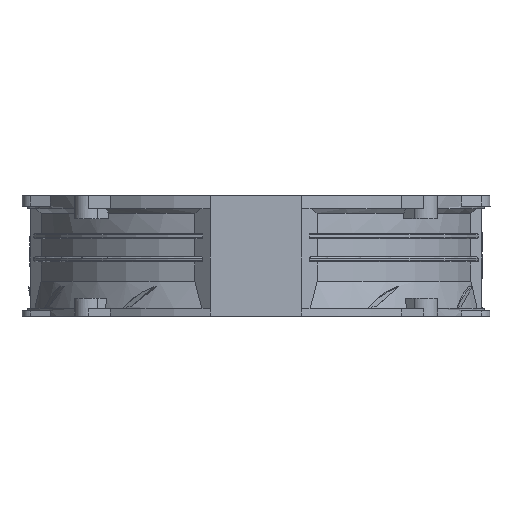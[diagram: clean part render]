
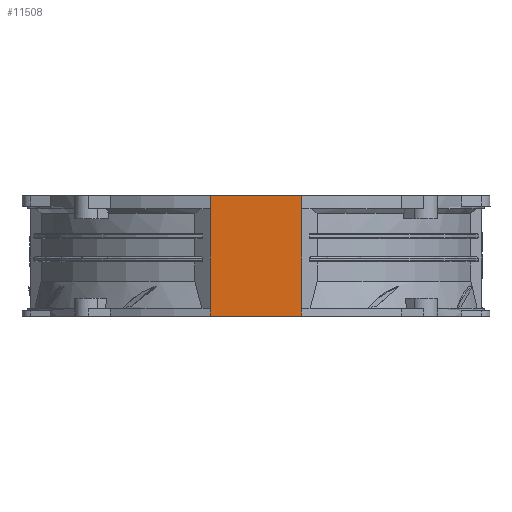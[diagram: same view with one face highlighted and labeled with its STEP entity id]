
A CAD part, front view. The second image highlights one B-rep face of the part: STEP entity #11508.
In plain terms, the highlighted planar face has unit normal (0, -1, 0).
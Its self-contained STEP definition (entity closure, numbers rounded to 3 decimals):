
#306=DIRECTION('',(-1.,0.,0.));
#307=VECTOR('',#306,40.2);
#308=CARTESIAN_POINT('',(127.288,6.294,-50.8));
#309=LINE('',#308,#307);
#953=DIRECTION('',(0.,0.,-1.));
#954=VECTOR('',#953,3.5);
#955=CARTESIAN_POINT('',(127.288,6.294,-47.3));
#956=LINE('',#955,#954);
#957=DIRECTION('',(0.,0.,-1.));
#958=VECTOR('',#957,43.8);
#959=CARTESIAN_POINT('',(87.089,6.294,-3.5));
#960=LINE('',#959,#958);
#961=DIRECTION('',(-1.,0.,0.));
#962=VECTOR('',#961,40.2);
#963=CARTESIAN_POINT('',(127.288,6.294,2.2));
#964=LINE('',#963,#962);
#965=DIRECTION('',(0.,0.,1.));
#966=VECTOR('',#965,43.8);
#967=CARTESIAN_POINT('',(127.288,6.294,-47.3));
#968=LINE('',#967,#966);
#973=DIRECTION('',(0.,0.,1.));
#974=VECTOR('',#973,3.5);
#975=CARTESIAN_POINT('',(87.089,6.294,-50.8));
#976=LINE('',#975,#974);
#2442=DIRECTION('',(0.,0.,-1.));
#2443=VECTOR('',#2442,5.7);
#2444=CARTESIAN_POINT('',(127.288,6.294,2.2));
#2445=LINE('',#2444,#2443);
#6094=DIRECTION('',(0.,0.,1.));
#6095=VECTOR('',#6094,5.7);
#6096=CARTESIAN_POINT('',(87.089,6.294,-3.5));
#6097=LINE('',#6096,#6095);
#8634=CARTESIAN_POINT('',(127.288,6.294,-50.8));
#8636=VERTEX_POINT('',#8634);
#9527=CARTESIAN_POINT('',(127.288,6.294,2.2));
#9528=CARTESIAN_POINT('',(127.288,6.294,-3.5));
#9529=VERTEX_POINT('',#9527);
#9530=VERTEX_POINT('',#9528);
#9777=CARTESIAN_POINT('',(127.288,6.294,-47.3));
#9779=VERTEX_POINT('',#9777);
#10149=CARTESIAN_POINT('',(87.089,6.294,
-3.5));
#10150=CARTESIAN_POINT('',(87.089,6.294,
-47.3));
#10151=VERTEX_POINT('',#10149);
#10152=VERTEX_POINT('',#10150);
#10351=CARTESIAN_POINT('',(87.089,6.294,2.2));
#10352=VERTEX_POINT('',#10351);
#10529=CARTESIAN_POINT('',(87.089,6.294,-50.8));
#10530=VERTEX_POINT('',#10529);
#11487=CARTESIAN_POINT('',(107.188,6.294,-24.3));
#11488=DIRECTION('',(0.,1.,0.));
#11489=DIRECTION('',(0.,0.,1.));
#11490=AXIS2_PLACEMENT_3D('',#11487,#11488,#11489);
#11491=PLANE('',#11490);
#11493=ORIENTED_EDGE('',*,*,#11492,.T.);
#11495=ORIENTED_EDGE('',*,*,#11494,.F.);
#11497=ORIENTED_EDGE('',*,*,#11496,.T.);
#11499=ORIENTED_EDGE('',*,*,#11498,.F.);
#11501=ORIENTED_EDGE('',*,*,#11500,.T.);
#11503=ORIENTED_EDGE('',*,*,#11502,.F.);
#11504=ORIENTED_EDGE('',*,*,#11480,.T.);
#11505=ORIENTED_EDGE('',*,*,#10725,.T.);
#11506=EDGE_LOOP('',(#11493,#11495,#11497,#11499,#11501,#11503,#11504,#11505));
#11507=FACE_OUTER_BOUND('',#11506,.F.);
#11508=ADVANCED_FACE('',(#11507),#11491,.F.);
#10725=EDGE_CURVE('',#8636,#10530,#309,.T.);
#11480=EDGE_CURVE('',#9779,#8636,#956,.T.);
#11492=EDGE_CURVE('',#10530,#10152,#976,.T.);
#11494=EDGE_CURVE('',#10151,#10152,#960,.T.);
#11496=EDGE_CURVE('',#10151,#10352,#6097,.T.);
#11498=EDGE_CURVE('',#9529,#10352,#964,.T.);
#11500=EDGE_CURVE('',#9529,#9530,#2445,.T.);
#11502=EDGE_CURVE('',#9779,#9530,#968,.T.);
